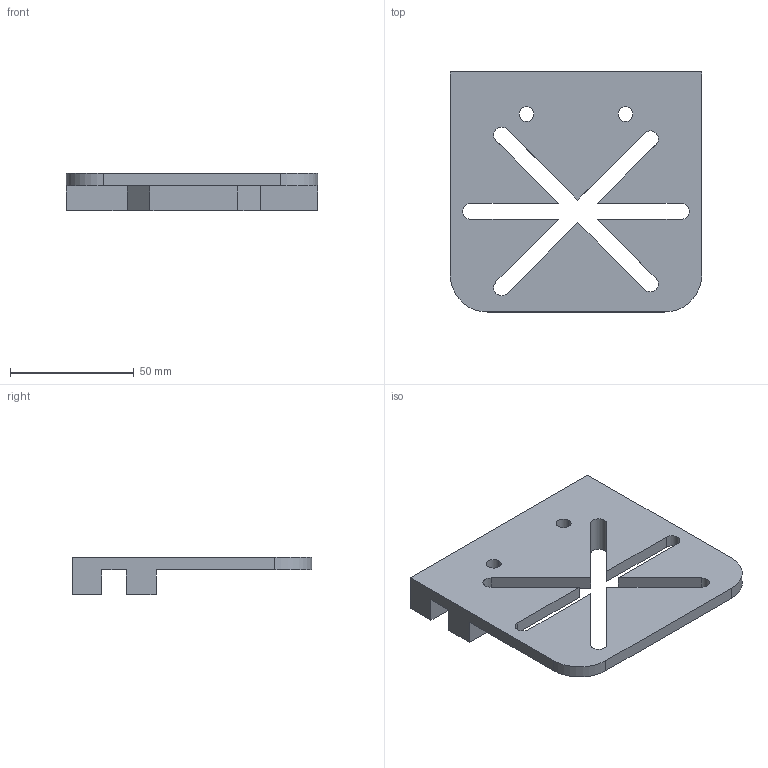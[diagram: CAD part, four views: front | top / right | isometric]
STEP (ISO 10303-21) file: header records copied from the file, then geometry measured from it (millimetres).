
FILE_DESCRIPTION(('CATIA V5 STEP Exchange'),'2;1');
FILE_NAME('TS10005.stp','2021-10-09T18:41:21+00:00',('none'),('none'),'CATIA Version 5 Release 21 GA (IN-10)','CATIA V5 STEP AP214','none');
FILE_SCHEMA(('AUTOMOTIVE_DESIGN { 1 0 10303 214 1 1 1 1 }'));
Length unit declared in the file: millimetre
Products named in the file (1): TS10005
Bounding box: 101.64 x 97 x 15 mm (x, y, z)
Volume: 63003.1 mm3; surface area: 25733.3 mm2
Topology: 1 solids, 1 shells, 39 faces, 114 edges, 76 vertices
Faces by surface type: plane 27, cylinder 12
Entity records: 1237 total; most frequent: ORIENTED_EDGE 228, CARTESIAN_POINT 217, DIRECTION 166, EDGE_CURVE 114, VECTOR 90, LINE 90, VERTEX_POINT 76, AXIS2_PLACEMENT_3D 51
